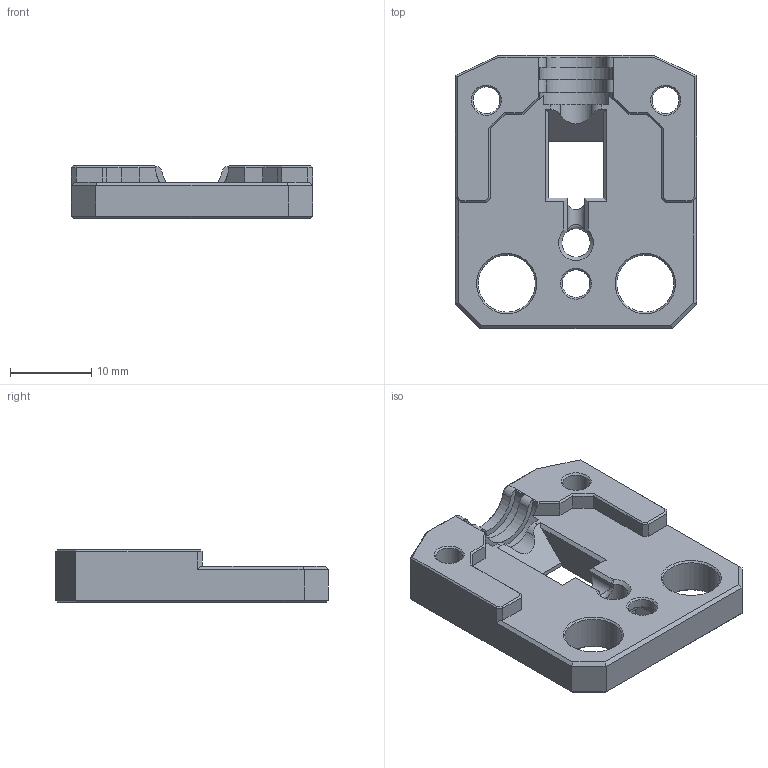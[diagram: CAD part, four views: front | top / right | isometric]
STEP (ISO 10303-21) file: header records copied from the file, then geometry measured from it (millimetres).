
FILE_DESCRIPTION(/* description */ (''),/* implementation_level */ '2;1');
FILE_NAME(/* name */ 'heatbed_cable_cover_bottom_3mm_nylon.step',/* time_stamp */ '2025-07-28T12:39:47+02:00',/* author */ (''),/* organization */ (''),/* preprocessor_version */ 'ST-DEVELOPER v20.1',/* originating_system */ 'Autodesk Translation Framework v14.10.0.0',/* authorisation */ '');
FILE_SCHEMA (('AUTOMOTIVE_DESIGN { 1 0 10303 214 3 1 1 }'));
Length unit declared in the file: millimetre
Products named in the file (1): heatbed_cable_cover_bottom
Bounding box: 29.6 x 33.5 x 6.4 mm (x, y, z)
Volume: 3640.5 mm3; surface area: 2917.4 mm2
Topology: 1 solids, 1 shells, 186 faces, 475 edges, 288 vertices
Faces by surface type: plane 150, cylinder 18, cone 13, bspline 5
Full cylindrical faces by diameter (mm): 3.3 x2, 3.4 x1, 3.5 x1, 7 x2
Entity records: 5670 total; most frequent: CARTESIAN_POINT 1137, ORIENTED_EDGE 950, DIRECTION 891, EDGE_CURVE 475, LINE 397, VECTOR 397, VERTEX_POINT 288, AXIS2_PLACEMENT_3D 247
